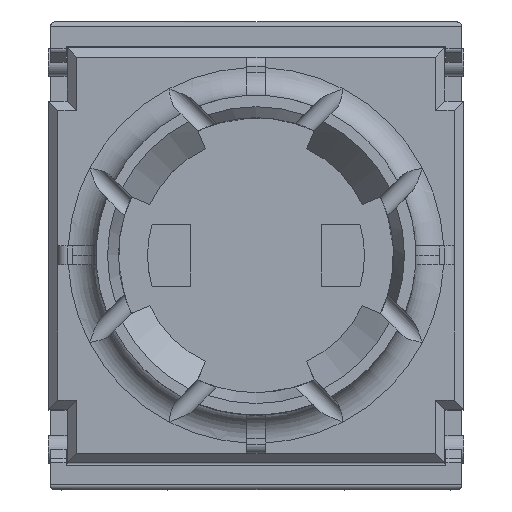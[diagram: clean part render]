
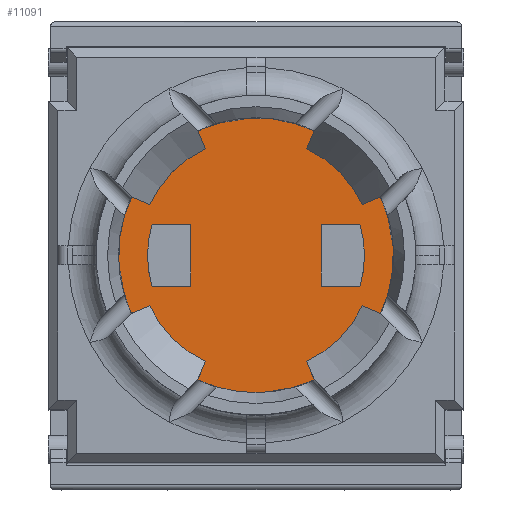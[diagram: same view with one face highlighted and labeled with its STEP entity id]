
A CAD part, top view. The second image highlights one B-rep face of the part: STEP entity #11091.
In plain terms, the highlighted planar face has unit normal (0, 0, 1).
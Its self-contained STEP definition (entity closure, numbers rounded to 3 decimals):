
#294=FACE_BOUND($,#1306,.T.);
#295=FACE_BOUND($,#1307,.T.);
#358=CIRCLE($,#11730,7.35);
#359=CIRCLE($,#11731,5.75);
#360=CIRCLE($,#11732,5.75);
#676=FACE_OUTER_BOUND($,#1305,.T.);
#1305=EDGE_LOOP($,(#7294));
#1306=EDGE_LOOP($,(#7295,#7296,#7297,#7298));
#1307=EDGE_LOOP($,(#7299,#7300,#7301,#7302));
#2017=LINE($,#15853,#3267);
#2018=LINE($,#15855,#3268);
#2019=LINE($,#15856,#3269);
#2020=LINE($,#15861,#3270);
#2021=LINE($,#15863,#3271);
#2022=LINE($,#15864,#3272);
#3267=VECTOR($,#12711,2.058);
#3268=VECTOR($,#12712,3.3);
#3269=VECTOR($,#12713,2.058);
#3270=VECTOR($,#12716,2.058);
#3271=VECTOR($,#12717,3.3);
#3272=VECTOR($,#12718,2.058);
#4517=VERTEX_POINT($,#15847);
#4518=VERTEX_POINT($,#15849);
#4519=VERTEX_POINT($,#15850);
#4520=VERTEX_POINT($,#15852);
#4521=VERTEX_POINT($,#15854);
#4522=VERTEX_POINT($,#15857);
#4523=VERTEX_POINT($,#15858);
#4524=VERTEX_POINT($,#15860);
#4525=VERTEX_POINT($,#15862);
#5614=EDGE_CURVE($,#4517,#4517,#358,.T.);
#5615=EDGE_CURVE($,#4518,#4519,#359,.T.);
#5616=EDGE_CURVE($,#4518,#4520,#2017,.T.);
#5617=EDGE_CURVE($,#4520,#4521,#2018,.T.);
#5618=EDGE_CURVE($,#4521,#4519,#2019,.T.);
#5619=EDGE_CURVE($,#4522,#4523,#360,.T.);
#5620=EDGE_CURVE($,#4523,#4524,#2020,.T.);
#5621=EDGE_CURVE($,#4524,#4525,#2021,.T.);
#5622=EDGE_CURVE($,#4525,#4522,#2022,.T.);
#7294=ORIENTED_EDGE($,*,*,#5614,.F.);
#7295=ORIENTED_EDGE($,*,*,#5615,.F.);
#7296=ORIENTED_EDGE($,*,*,#5616,.T.);
#7297=ORIENTED_EDGE($,*,*,#5617,.T.);
#7298=ORIENTED_EDGE($,*,*,#5618,.T.);
#7299=ORIENTED_EDGE($,*,*,#5619,.T.);
#7300=ORIENTED_EDGE($,*,*,#5620,.T.);
#7301=ORIENTED_EDGE($,*,*,#5621,.T.);
#7302=ORIENTED_EDGE($,*,*,#5622,.T.);
#10623=PLANE($,#11729);
#11091=ADVANCED_FACE($,(#676,#294,#295),#10623,.T.);
#11729=AXIS2_PLACEMENT_3D($,#15846,#12705,#12706);
#11730=AXIS2_PLACEMENT_3D($,#15848,#12707,#12708);
#11731=AXIS2_PLACEMENT_3D($,#15851,#12709,#12710);
#11732=AXIS2_PLACEMENT_3D($,#15859,#12714,#12715);
#12705=DIRECTION('center_axis',(0.,0.,1.));
#12706=DIRECTION('ref_axis',(1.,0.,0.));
#12707=DIRECTION('center_axis',(0.,0.,-1.));
#12708=DIRECTION('ref_axis',(1.,0.,0.));
#12709=DIRECTION('center_axis',(0.,0.,1.));
#12710=DIRECTION('ref_axis',(-0.998,0.07,0.));
#12711=DIRECTION($,(-1.,0.,0.));
#12712=DIRECTION($,(0.,1.,0.));
#12713=DIRECTION($,(1.,0.,0.));
#12714=DIRECTION('center_axis',(0.,0.,-1.));
#12715=DIRECTION('ref_axis',(0.,-1.,0.));
#12716=DIRECTION($,(1.,0.,0.));
#12717=DIRECTION($,(0.,-1.,0.));
#12718=DIRECTION($,(-1.,0.,0.));
#15846=CARTESIAN_POINT('Origin',(-44.306,1.917,11.337));
#15847=CARTESIAN_POINT('',(-36.967,2.317,11.337));
#15848=CARTESIAN_POINT('Origin',(-44.306,1.917,11.337));
#15849=CARTESIAN_POINT('',(-38.748,0.267,11.337));
#15850=CARTESIAN_POINT('',(-38.748,3.567,11.337));
#15851=CARTESIAN_POINT('Origin',(-44.256,1.917,11.337));
#15852=CARTESIAN_POINT('',(-40.806,0.267,11.337));
#15853=CARTESIAN_POINT($,(-38.748,0.267,11.337));
#15854=CARTESIAN_POINT('',(-40.806,3.567,11.337));
#15855=CARTESIAN_POINT($,(-40.806,0.267,11.337));
#15856=CARTESIAN_POINT($,(-40.806,3.567,11.337));
#15857=CARTESIAN_POINT('',(-49.864,0.267,11.337));
#15858=CARTESIAN_POINT('',(-49.864,3.567,11.337));
#15859=CARTESIAN_POINT('Origin',(-44.356,1.917,11.337));
#15860=CARTESIAN_POINT('',(-47.806,3.567,11.337));
#15861=CARTESIAN_POINT($,(-49.864,3.567,11.337));
#15862=CARTESIAN_POINT('',(-47.806,0.267,11.337));
#15863=CARTESIAN_POINT($,(-47.806,3.567,11.337));
#15864=CARTESIAN_POINT($,(-47.806,0.267,11.337));
